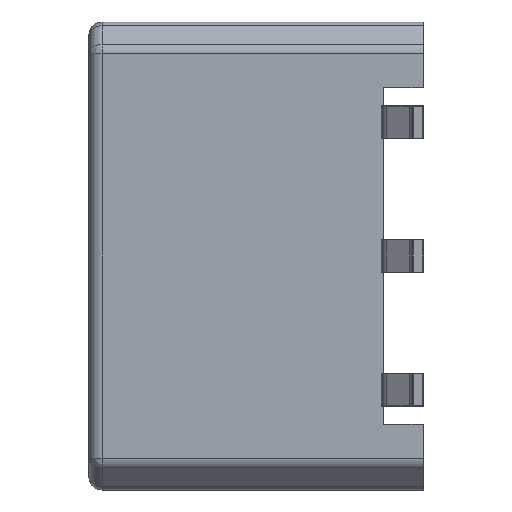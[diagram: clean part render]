
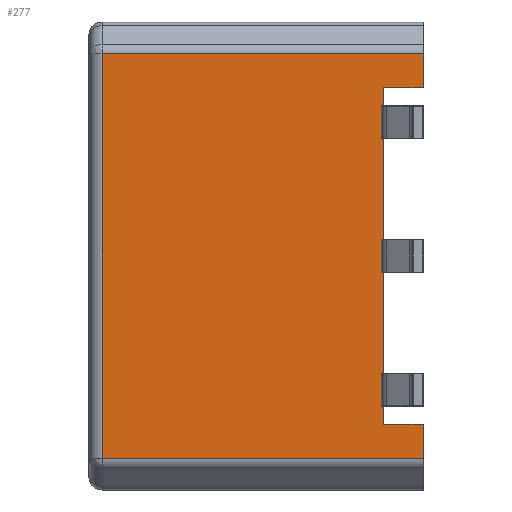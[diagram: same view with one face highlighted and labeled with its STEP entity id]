
A CAD part, left-side view. The second image highlights one B-rep face of the part: STEP entity #277.
In plain terms, the highlighted face is planar.
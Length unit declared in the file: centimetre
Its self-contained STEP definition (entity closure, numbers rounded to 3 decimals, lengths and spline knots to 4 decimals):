
#261 = LINE ( 'NONE', #24930, #25185 ) ;
#277 = ADVANCED_FACE ( 'NONE', ( #16840 ), #26463, .T. ) ;
#587 = DIRECTION ( 'NONE',  ( 0., 0., 1. ) ) ;
#597 = CARTESIAN_POINT ( 'NONE',  ( 0.476, 0., -0.3841 ) ) ;
#830 = CARTESIAN_POINT ( 'NONE',  ( 0.476, 0., 0.32 ) ) ;
#2350 = ORIENTED_EDGE ( 'NONE', *, *, #11433, .T. ) ;
#2666 = VECTOR ( 'NONE', #8248, 100. ) ;
#3320 = DIRECTION ( 'NONE',  ( 0., 1., 0. ) ) ;
#3958 = ORIENTED_EDGE ( 'NONE', *, *, #11198, .T. ) ;
#4395 = ORIENTED_EDGE ( 'NONE', *, *, #17124, .T. ) ;
#4671 = CARTESIAN_POINT ( 'NONE',  ( 0.476, 0., 0.32 ) ) ;
#5759 = CARTESIAN_POINT ( 'NONE',  ( 0.476, 0.075, 0. ) ) ;
#6062 = ORIENTED_EDGE ( 'NONE', *, *, #26707, .T. ) ;
#6675 = DIRECTION ( 'NONE',  ( 1., 0., 0. ) ) ;
#7927 = VERTEX_POINT ( 'NONE', #22078 ) ;
#8172 = ORIENTED_EDGE ( 'NONE', *, *, #21400, .T. ) ;
#8248 = DIRECTION ( 'NONE',  ( 0., 0., -1. ) ) ;
#8741 = VERTEX_POINT ( 'NONE', #11265 ) ;
#9696 = CARTESIAN_POINT ( 'NONE',  ( 0.476, 0., -0.32 ) ) ;
#10701 = LINE ( 'NONE', #830, #28976 ) ;
#10793 = DIRECTION ( 'NONE',  ( 0., -1., 0. ) ) ;
#11198 = EDGE_CURVE ( 'NONE', #21119, #11729, #15409, .T. ) ;
#11265 = CARTESIAN_POINT ( 'NONE',  ( 0.476, 0., 0.3841 ) ) ;
#11433 = EDGE_CURVE ( 'NONE', #14873, #28898, #10701, .T. ) ;
#11641 = CARTESIAN_POINT ( 'NONE',  ( 0.476, 0.075, -0.32 ) ) ;
#11729 = VERTEX_POINT ( 'NONE', #29453 ) ;
#12191 = DIRECTION ( 'NONE',  ( 0., -1., 0. ) ) ;
#13808 = EDGE_LOOP ( 'NONE', ( #3958, #15763, #18885, #8172, #28236, #4395, #2350, #6062 ) ) ;
#14378 = VECTOR ( 'NONE', #15563, 100. ) ;
#14619 = VECTOR ( 'NONE', #12191, 100. ) ;
#14873 = VERTEX_POINT ( 'NONE', #4671 ) ;
#15409 = LINE ( 'NONE', #9696, #14619 ) ;
#15563 = DIRECTION ( 'NONE',  ( 0., 0., -1. ) ) ;
#15573 = LINE ( 'NONE', #27502, #21408 ) ;
#15763 = ORIENTED_EDGE ( 'NONE', *, *, #32206, .T. ) ;
#16811 = VERTEX_POINT ( 'NONE', #20049 ) ;
#16840 = FACE_OUTER_BOUND ( 'NONE', #13808, .T. ) ;
#17124 = EDGE_CURVE ( 'NONE', #8741, #14873, #29173, .T. ) ;
#17549 = DIRECTION ( 'NONE',  ( 0., 1., 0. ) ) ;
#17587 = EDGE_CURVE ( 'NONE', #19857, #7927, #261, .T. ) ;
#18036 = CARTESIAN_POINT ( 'NONE',  ( 0.476, 0.61, -0.4445 ) ) ;
#18885 = ORIENTED_EDGE ( 'NONE', *, *, #17587, .T. ) ;
#19471 = CARTESIAN_POINT ( 'NONE',  ( 0.476, 0.075, 0.32 ) ) ;
#19544 = AXIS2_PLACEMENT_3D ( 'NONE', #21593, #6675, #24097 ) ;
#19857 = VERTEX_POINT ( 'NONE', #597 ) ;
#20049 = CARTESIAN_POINT ( 'NONE',  ( 0.476, 0.61, 0.3841 ) ) ;
#20604 = CARTESIAN_POINT ( 'NONE',  ( 0.476, 0., -0.4445 ) ) ;
#20929 = EDGE_CURVE ( 'NONE', #16811, #8741, #32139, .T. ) ;
#20992 = LINE ( 'NONE', #5759, #14378 ) ;
#21119 = VERTEX_POINT ( 'NONE', #11641 ) ;
#21400 = EDGE_CURVE ( 'NONE', #7927, #16811, #29369, .T. ) ;
#21408 = VECTOR ( 'NONE', #30036, 100. ) ;
#21593 = CARTESIAN_POINT ( 'NONE',  ( 0.476, 0.3175, -0.4445 ) ) ;
#22078 = CARTESIAN_POINT ( 'NONE',  ( 0.476, 0.61, -0.3841 ) ) ;
#22731 = VECTOR ( 'NONE', #587, 100. ) ;
#24097 = DIRECTION ( 'NONE',  ( 0., 0., -1. ) ) ;
#24930 = CARTESIAN_POINT ( 'NONE',  ( 0.476, 0.3175, -0.3841 ) ) ;
#25185 = VECTOR ( 'NONE', #17549, 100. ) ;
#25673 = CARTESIAN_POINT ( 'NONE',  ( 0.476, 0.3175, 0.3841 ) ) ;
#26463 = PLANE ( 'NONE',  #19544 ) ;
#26707 = EDGE_CURVE ( 'NONE', #28898, #21119, #20992, .T. ) ;
#27502 = CARTESIAN_POINT ( 'NONE',  ( 0.476, 0., -0.4445 ) ) ;
#28236 = ORIENTED_EDGE ( 'NONE', *, *, #20929, .T. ) ;
#28241 = VECTOR ( 'NONE', #10793, 100. ) ;
#28898 = VERTEX_POINT ( 'NONE', #19471 ) ;
#28976 = VECTOR ( 'NONE', #3320, 100. ) ;
#29173 = LINE ( 'NONE', #20604, #2666 ) ;
#29369 = LINE ( 'NONE', #18036, #22731 ) ;
#29453 = CARTESIAN_POINT ( 'NONE',  ( 0.476, 0., -0.32 ) ) ;
#30036 = DIRECTION ( 'NONE',  ( 0., 0., -1. ) ) ;
#32139 = LINE ( 'NONE', #25673, #28241 ) ;
#32206 = EDGE_CURVE ( 'NONE', #11729, #19857, #15573, .T. ) ;
